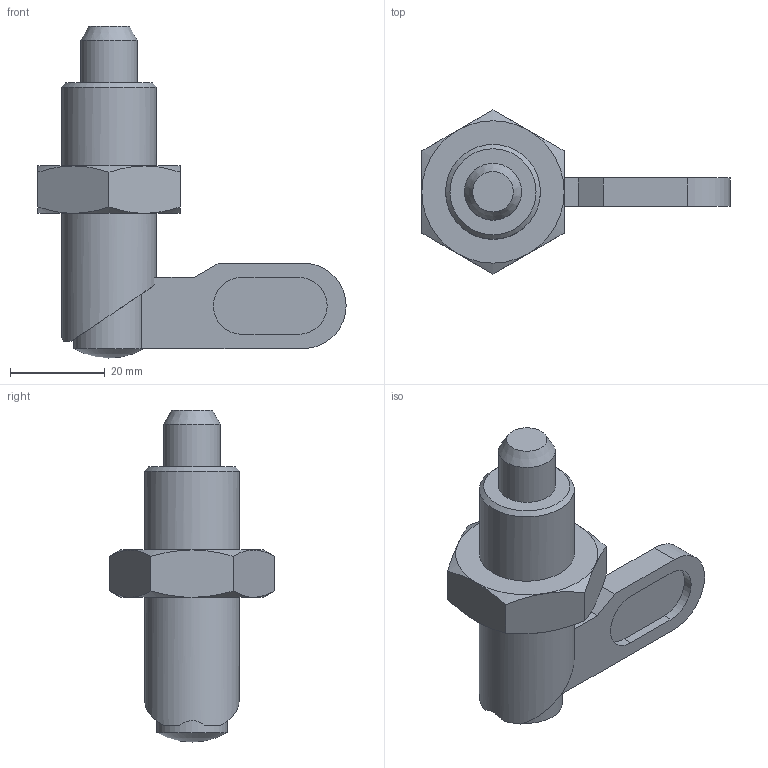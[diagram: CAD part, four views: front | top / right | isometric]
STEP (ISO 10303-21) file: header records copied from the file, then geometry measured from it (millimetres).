
FILE_DESCRIPTION( ( 'STEP AP214' ), '1' );
FILE_NAME( 'K0348.051220170.stp', '2020-12-03T14:02:00', ( '' ), ( '' ), ' ', 'PARTsolutions', ' ' );
FILE_SCHEMA( ( 'AUTOMOTIVE_DESIGN { 1 0 10303 214 1 1 1 1 }' ) );
Length unit declared in the file: millimetre
Products named in the file (4): K0348.051220170; _K0348_20_M 20 x 1,5_huelse; _12_20_Griff; _M 20 x 1,5_mutter
Assembly tree (3 placements, depth 2):
  K0348.051220170
    _K0348_20_M 20 x 1,5_huelse
    _12_20_Griff
    _M 20 x 1,5_mutter
Bounding box: 65 x 34.64 x 70 mm (x, y, z)
Volume: 23965.3 mm3; surface area: 12823.4 mm2
Topology: 3 solids, 3 shells, 61 faces, 135 edges, 84 vertices
Faces by surface type: plane 29, cone 16, cylinder 15, sphere 1
Full cylindrical faces by diameter (mm): 8 x2, 12 x2, 16 x1, 18.376 x1, 20 x1
Entity records: 2334 total; most frequent: CARTESIAN_POINT 505, DIRECTION 272, ORIENTED_EDGE 238, EDGE_CURVE 119, AXIS2_PLACEMENT_3D 116, EDGE_LOOP 81, VERTEX_POINT 81, FACE_OUTER_BOUND 68
